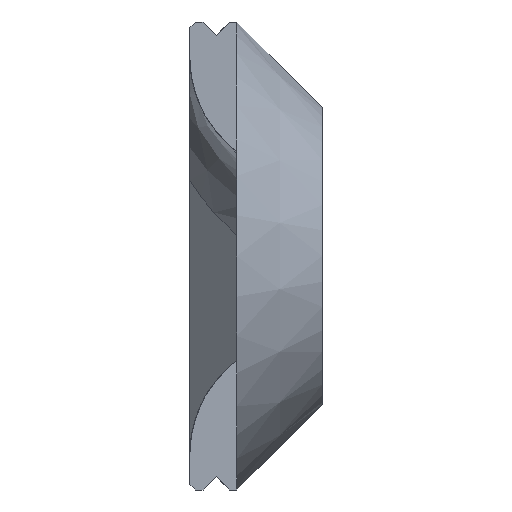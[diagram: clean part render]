
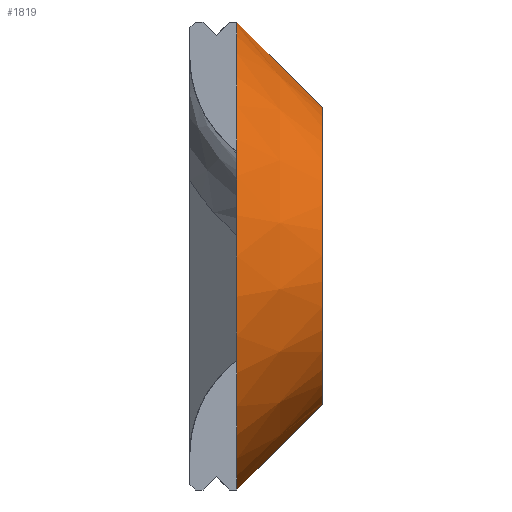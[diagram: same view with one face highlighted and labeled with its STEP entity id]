
A CAD part, left-side view. The second image highlights one B-rep face of the part: STEP entity #1819.
In plain terms, the highlighted conical face has half-angle 45 degrees and reference radius 15.9 mm.
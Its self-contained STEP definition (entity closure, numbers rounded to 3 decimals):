
#30 = DIRECTION ( 'NONE',  ( 0., -0.707, 0.707 ) ) ;
#40 = EDGE_LOOP ( 'NONE', ( #361, #1117, #437, #2112 ) ) ;
#78 = CARTESIAN_POINT ( 'NONE',  ( -29.681, -9.55, 9.55 ) ) ;
#89 = VECTOR ( 'NONE', #30, 1000. ) ;
#183 = CARTESIAN_POINT ( 'NONE',  ( -29.681, 0., 3.2 ) ) ;
#220 = LINE ( 'NONE', #78, #639 ) ;
#361 = ORIENTED_EDGE ( 'NONE', *, *, #1723, .T. ) ;
#395 = EDGE_CURVE ( 'NONE', #2139, #2086, #220, .T. ) ;
#437 = ORIENTED_EDGE ( 'NONE', *, *, #1416, .F. ) ;
#541 = CARTESIAN_POINT ( 'NONE',  ( -29.681, 0., 3.2 ) ) ;
#639 = VECTOR ( 'NONE', #945, 1000. ) ;
#689 = DIRECTION ( 'NONE',  ( 0., 0., -1. ) ) ;
#727 = CIRCLE ( 'NONE', #1588, 15.9 ) ;
#920 = DIRECTION ( 'NONE',  ( 0., 0., -1. ) ) ;
#945 = DIRECTION ( 'NONE',  ( 0., 0.707, 0.707 ) ) ;
#1022 = AXIS2_PLACEMENT_3D ( 'NONE', #2218, #689, #1896 ) ;
#1107 = VERTEX_POINT ( 'NONE', #1768 ) ;
#1117 = ORIENTED_EDGE ( 'NONE', *, *, #1378, .F. ) ;
#1209 = CARTESIAN_POINT ( 'NONE',  ( -29.681, -15.9, 3.2 ) ) ;
#1261 = DIRECTION ( 'NONE',  ( 0., 1., 0. ) ) ;
#1267 = FACE_OUTER_BOUND ( 'NONE', #40, .T. ) ;
#1277 = VERTEX_POINT ( 'NONE', #2205 ) ;
#1331 = CIRCLE ( 'NONE', #1022, 10.1 ) ;
#1378 = EDGE_CURVE ( 'NONE', #1277, #1107, #2090, .T. ) ;
#1416 = EDGE_CURVE ( 'NONE', #2139, #1277, #727, .T. ) ;
#1429 = DIRECTION ( 'NONE',  ( 0., 1., 0. ) ) ;
#1514 = AXIS2_PLACEMENT_3D ( 'NONE', #183, #920, #1429 ) ;
#1588 = AXIS2_PLACEMENT_3D ( 'NONE', #541, #1773, #1261 ) ;
#1723 = EDGE_CURVE ( 'NONE', #2086, #1107, #1331, .T. ) ;
#1768 = CARTESIAN_POINT ( 'NONE',  ( -29.681, 10.1, 9. ) ) ;
#1773 = DIRECTION ( 'NONE',  ( 0., 0., -1. ) ) ;
#1819 = ADVANCED_FACE ( 'NONE', ( #1267 ), #1954, .T. ) ;
#1857 = CARTESIAN_POINT ( 'NONE',  ( -29.681, -10.1, 9. ) ) ;
#1896 = DIRECTION ( 'NONE',  ( 0., 1., 0. ) ) ;
#1954 = CONICAL_SURFACE ( 'NONE', #1514, 15.9, 0.785 ) ;
#1961 = CARTESIAN_POINT ( 'NONE',  ( -29.681, 9.55, 9.55 ) ) ;
#2086 = VERTEX_POINT ( 'NONE', #1857 ) ;
#2090 = LINE ( 'NONE', #1961, #89 ) ;
#2112 = ORIENTED_EDGE ( 'NONE', *, *, #395, .T. ) ;
#2139 = VERTEX_POINT ( 'NONE', #1209 ) ;
#2205 = CARTESIAN_POINT ( 'NONE',  ( -29.681, 15.9, 3.2 ) ) ;
#2218 = CARTESIAN_POINT ( 'NONE',  ( -29.681, 0., 9. ) ) ;
